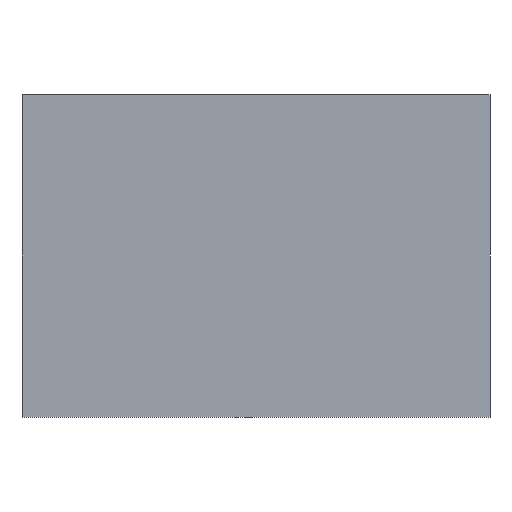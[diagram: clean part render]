
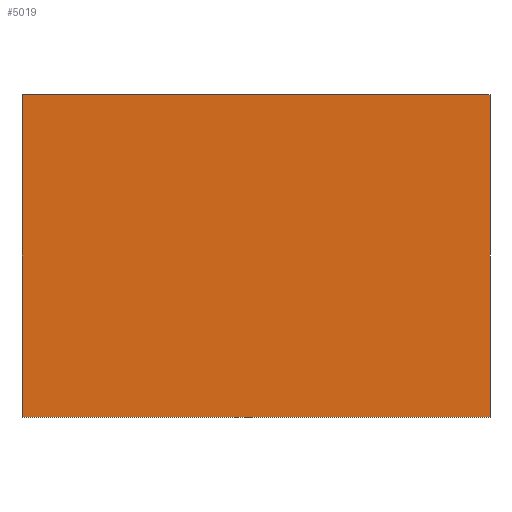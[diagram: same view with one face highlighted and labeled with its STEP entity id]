
A CAD part, left-side view. The second image highlights one B-rep face of the part: STEP entity #5019.
In plain terms, the highlighted planar face has unit normal (-1, 0, 0).
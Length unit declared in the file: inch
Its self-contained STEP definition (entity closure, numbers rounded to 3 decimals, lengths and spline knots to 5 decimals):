
#184 = DIRECTION ( 'NONE',  ( 0., 0., 1. ) ) ;
#249 = LINE ( 'NONE', #2267, #5054 ) ;
#273 = DIRECTION ( 'NONE',  ( 1., 0., 0. ) ) ;
#378 = VECTOR ( 'NONE', #5786, 39.37008 ) ;
#412 = LINE ( 'NONE', #6837, #933 ) ;
#913 = CARTESIAN_POINT ( 'NONE',  ( -6., 14.5, 10. ) ) ;
#933 = VECTOR ( 'NONE', #5784, 39.37008 ) ;
#949 = DIRECTION ( 'NONE',  ( 0., 0., 1. ) ) ;
#1080 = ORIENTED_EDGE ( 'NONE', *, *, #6270, .T. ) ;
#1166 = ORIENTED_EDGE ( 'NONE', *, *, #3577, .F. ) ;
#1495 = ORIENTED_EDGE ( 'NONE', *, *, #6090, .T. ) ;
#1524 = ORIENTED_EDGE ( 'NONE', *, *, #5535, .F. ) ;
#1570 = CARTESIAN_POINT ( 'NONE',  ( -6., 14.5, -10. ) ) ;
#1576 = VERTEX_POINT ( 'NONE', #4949 ) ;
#1641 = VERTEX_POINT ( 'NONE', #5679 ) ;
#1841 = DIRECTION ( 'NONE',  ( 0., 0., -1. ) ) ;
#2267 = CARTESIAN_POINT ( 'NONE',  ( -6., -14.5, 10. ) ) ;
#3342 = VECTOR ( 'NONE', #949, 39.37008 ) ;
#3372 = FACE_OUTER_BOUND ( 'NONE', #4217, .T. ) ;
#3577 = EDGE_CURVE ( 'NONE', #1641, #5316, #5725, .T. ) ;
#3582 = VERTEX_POINT ( 'NONE', #5137 ) ;
#3659 = LINE ( 'NONE', #1570, #378 ) ;
#4217 = EDGE_LOOP ( 'NONE', ( #1495, #1524, #1166, #1080 ) ) ;
#4499 = PLANE ( 'NONE',  #6367 ) ;
#4949 = CARTESIAN_POINT ( 'NONE',  ( -6., -14.5, 10. ) ) ;
#5019 = ADVANCED_FACE ( 'NONE', ( #3372 ), #4499, .F. ) ;
#5054 = VECTOR ( 'NONE', #184, 39.37008 ) ;
#5137 = CARTESIAN_POINT ( 'NONE',  ( -6., -14.5, -10. ) ) ;
#5316 = VERTEX_POINT ( 'NONE', #6048 ) ;
#5535 = EDGE_CURVE ( 'NONE', #5316, #1576, #412, .T. ) ;
#5679 = CARTESIAN_POINT ( 'NONE',  ( -6., 14.5, -10. ) ) ;
#5725 = LINE ( 'NONE', #913, #3342 ) ;
#5784 = DIRECTION ( 'NONE',  ( 0., -1., 0. ) ) ;
#5786 = DIRECTION ( 'NONE',  ( 0., -1., 0. ) ) ;
#6048 = CARTESIAN_POINT ( 'NONE',  ( -6., 14.5, 10. ) ) ;
#6090 = EDGE_CURVE ( 'NONE', #3582, #1576, #249, .T. ) ;
#6270 = EDGE_CURVE ( 'NONE', #1641, #3582, #3659, .T. ) ;
#6367 = AXIS2_PLACEMENT_3D ( 'NONE', #6629, #273, #1841 ) ;
#6629 = CARTESIAN_POINT ( 'NONE',  ( -6., 14.5, 10. ) ) ;
#6837 = CARTESIAN_POINT ( 'NONE',  ( -6., 14.5, 10. ) ) ;
